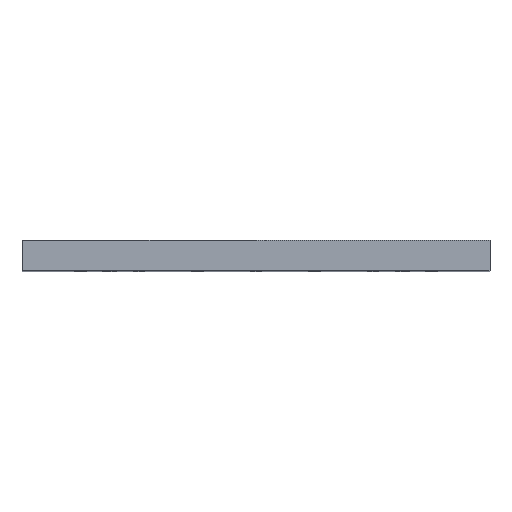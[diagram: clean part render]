
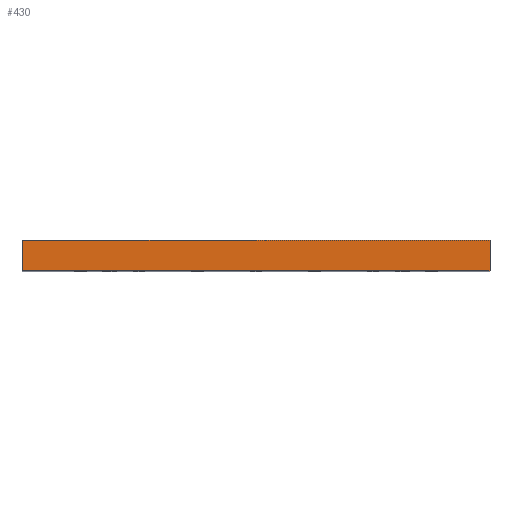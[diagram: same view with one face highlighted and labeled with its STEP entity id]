
A CAD part, top view. The second image highlights one B-rep face of the part: STEP entity #430.
In plain terms, the highlighted planar face has unit normal (0, 0, 1).
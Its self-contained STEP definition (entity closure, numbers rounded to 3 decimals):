
#163 = FACE_OUTER_BOUND ( 'NONE', #1584, .T. ) ;
#229 = LINE ( 'NONE', #1908, #1690 ) ;
#260 = DIRECTION ( 'NONE',  ( 0., 1., 0. ) ) ;
#267 = ORIENTED_EDGE ( 'NONE', *, *, #1552, .T. ) ;
#291 = LINE ( 'NONE', #1304, #1582 ) ;
#300 = ORIENTED_EDGE ( 'NONE', *, *, #1657, .F. ) ;
#317 = VECTOR ( 'NONE', #992, 1000. ) ;
#335 = PLANE ( 'NONE',  #1921 ) ;
#430 = ADVANCED_FACE ( 'NONE', ( #163 ), #335, .F. ) ;
#433 = CARTESIAN_POINT ( 'NONE',  ( 100., 0., 100. ) ) ;
#495 = CARTESIAN_POINT ( 'NONE',  ( -100., 0., 100. ) ) ;
#657 = CARTESIAN_POINT ( 'NONE',  ( -100., 0., 100. ) ) ;
#688 = ORIENTED_EDGE ( 'NONE', *, *, #2020, .F. ) ;
#697 = DIRECTION ( 'NONE',  ( 0., 1., 0. ) ) ;
#859 = VERTEX_POINT ( 'NONE', #495 ) ;
#914 = CARTESIAN_POINT ( 'NONE',  ( 0., 13., 100. ) ) ;
#978 = CARTESIAN_POINT ( 'NONE',  ( -100., 13., 100. ) ) ;
#992 = DIRECTION ( 'NONE',  ( 1., 0., 0. ) ) ;
#1100 = VECTOR ( 'NONE', #1126, 1000. ) ;
#1126 = DIRECTION ( 'NONE',  ( 1., 0., 0. ) ) ;
#1157 = CARTESIAN_POINT ( 'NONE',  ( -100., 13., 100. ) ) ;
#1175 = LINE ( 'NONE', #657, #317 ) ;
#1304 = CARTESIAN_POINT ( 'NONE',  ( -100., 13., 100. ) ) ;
#1348 = DIRECTION ( 'NONE',  ( 0., 0., -1. ) ) ;
#1427 = CARTESIAN_POINT ( 'NONE',  ( 100., 13., 100. ) ) ;
#1530 = DIRECTION ( 'NONE',  ( -1., 0., 0. ) ) ;
#1552 = EDGE_CURVE ( 'NONE', #2099, #2028, #229, .T. ) ;
#1582 = VECTOR ( 'NONE', #260, 1000. ) ;
#1584 = EDGE_LOOP ( 'NONE', ( #267, #688, #300, #1596 ) ) ;
#1596 = ORIENTED_EDGE ( 'NONE', *, *, #2143, .T. ) ;
#1657 = EDGE_CURVE ( 'NONE', #859, #2121, #291, .T. ) ;
#1690 = VECTOR ( 'NONE', #697, 1000. ) ;
#1908 = CARTESIAN_POINT ( 'NONE',  ( 100., 13., 100. ) ) ;
#1921 = AXIS2_PLACEMENT_3D ( 'NONE', #1157, #1348, #1530 ) ;
#1937 = LINE ( 'NONE', #914, #1100 ) ;
#2020 = EDGE_CURVE ( 'NONE', #2121, #2028, #1937, .T. ) ;
#2028 = VERTEX_POINT ( 'NONE', #1427 ) ;
#2099 = VERTEX_POINT ( 'NONE', #433 ) ;
#2121 = VERTEX_POINT ( 'NONE', #978 ) ;
#2143 = EDGE_CURVE ( 'NONE', #859, #2099, #1175, .T. ) ;
